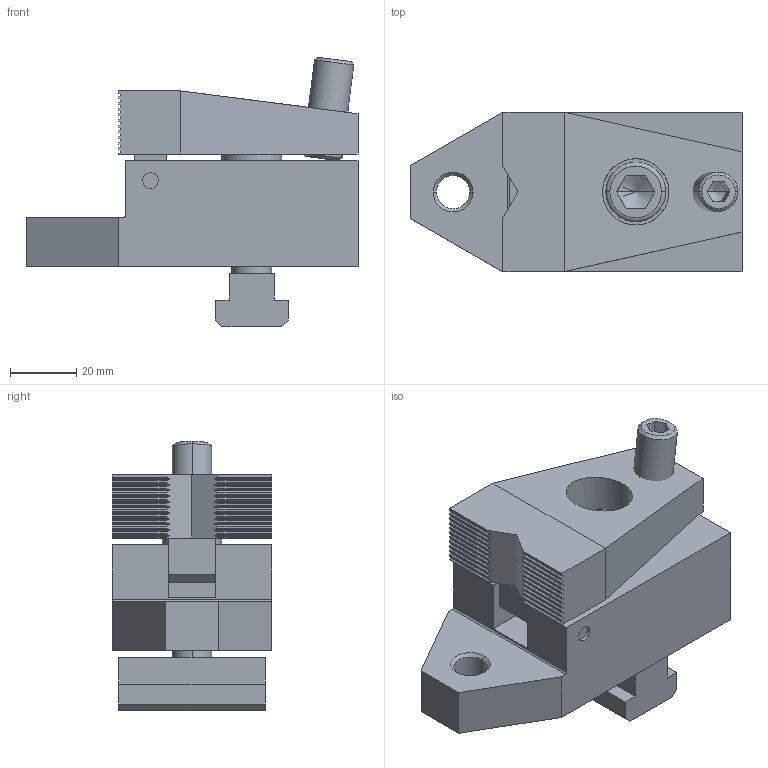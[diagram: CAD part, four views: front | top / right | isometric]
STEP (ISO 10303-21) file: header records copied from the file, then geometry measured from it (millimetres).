
FILE_DESCRIPTION(('STEP AP214'),'1');
FILE_NAME(' ',' ',('TraceParts'),('TraceParts S.A.'),'XStep 1.0',' ',' ');
FILE_SCHEMA(('automotive_design'));
Length unit declared in the file: millimetre
Products named in the file (6): 1; 2; 3; 4; 5; 6
Bounding box: 100 x 48 x 81.11 mm (x, y, z)
Volume: 176789.6 mm3; surface area: 39371.3 mm2
Topology: 6 solids, 6 shells, 202 faces, 540 edges, 351 vertices
Faces by surface type: plane 131, cylinder 49, cone 20, torus 2
Entity records: 6339 total; most frequent: CARTESIAN_POINT 1119, ORIENTED_EDGE 1072, DIRECTION 1061, EDGE_CURVE 536, LINE 403, VECTOR 403, VERTEX_POINT 351, AXIS2_PLACEMENT_3D 329
